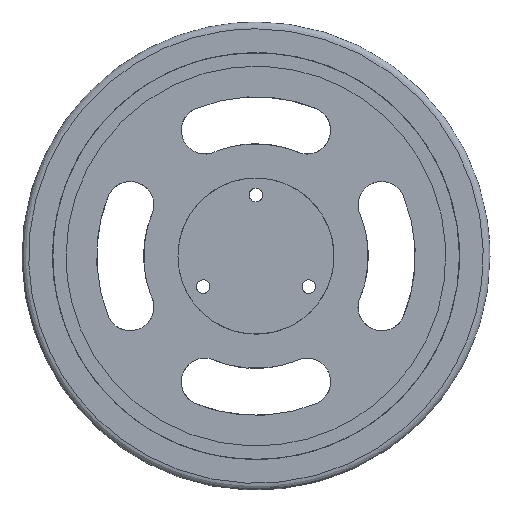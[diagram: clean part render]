
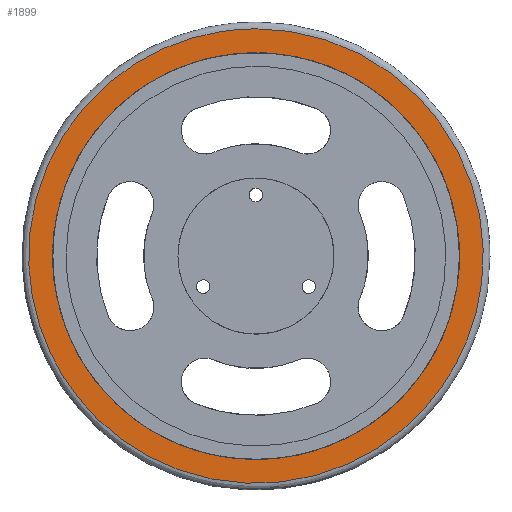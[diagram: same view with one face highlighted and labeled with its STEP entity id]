
A CAD part, left-side view. The second image highlights one B-rep face of the part: STEP entity #1899.
In plain terms, the highlighted free-form (B-spline) face has degree [1, 1] with [2, 2] control points.
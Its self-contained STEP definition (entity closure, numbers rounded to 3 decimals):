
#1863 = VERTEX_POINT('',#1864);
#1864 = CARTESIAN_POINT('',(-5.664,-33.983,
    0.));
#1869 = EDGE_CURVE('',#1863,#1863,#1870,.T.);
#1870 = ( BOUNDED_CURVE() B_SPLINE_CURVE(2,(#1871,#1872,#1873,#1874,
#1875,#1876,#1877),.UNSPECIFIED.,.T.,.F.) B_SPLINE_CURVE_WITH_KNOTS((3,2
    ,2,3),(4.712,6.807,8.901,10.996)
,.PIECEWISE_BEZIER_KNOTS.) CURVE() GEOMETRIC_REPRESENTATION_ITEM() 
RATIONAL_B_SPLINE_CURVE((1.,0.5,1.,0.5,1.,0.5,1.)) REPRESENTATION_ITEM(
  '') );
#1871 = CARTESIAN_POINT('',(-5.664,-33.983,
    0.));
#1872 = CARTESIAN_POINT('',(-5.664,-33.983,
    -58.86));
#1873 = CARTESIAN_POINT('',(-5.664,16.992,
    -29.43));
#1874 = CARTESIAN_POINT('',(-5.664,67.966,
    0.));
#1875 = CARTESIAN_POINT('',(-5.664,16.992,
    29.43));
#1876 = CARTESIAN_POINT('',(-5.664,-33.983,
    58.86));
#1877 = CARTESIAN_POINT('',(-5.664,-33.983,
    0.));
#1899 = ADVANCED_FACE('',(#1900,#1914),#1917,.T.);
#1900 = FACE_BOUND('',#1901,.T.);
#1901 = EDGE_LOOP('',(#1902));
#1902 = ORIENTED_EDGE('',*,*,#1903,.F.);
#1903 = EDGE_CURVE('',#1904,#1904,#1906,.T.);
#1904 = VERTEX_POINT('',#1905);
#1905 = CARTESIAN_POINT('',(-5.664,0.,
    37.948));
#1906 = ( BOUNDED_CURVE() B_SPLINE_CURVE(2,(#1907,#1908,#1909,#1910,
#1911,#1912,#1913),.UNSPECIFIED.,.T.,.F.) B_SPLINE_CURVE_WITH_KNOTS((3,2
    ,2,3),(3.142,5.236,7.33,9.425),
.PIECEWISE_BEZIER_KNOTS.) CURVE() GEOMETRIC_REPRESENTATION_ITEM() 
RATIONAL_B_SPLINE_CURVE((1.,0.5,1.,0.5,1.,0.5,1.)) REPRESENTATION_ITEM(
  '') );
#1907 = CARTESIAN_POINT('',(-5.664,0.,
    37.948));
#1908 = CARTESIAN_POINT('',(-5.664,-65.727,
    37.948));
#1909 = CARTESIAN_POINT('',(-5.664,-32.864,
    -18.974));
#1910 = CARTESIAN_POINT('',(-5.664,0.,
    -75.896));
#1911 = CARTESIAN_POINT('',(-5.664,32.864,
    -18.974));
#1912 = CARTESIAN_POINT('',(-5.664,65.727,
    37.948));
#1913 = CARTESIAN_POINT('',(-5.664,0.,
    37.948));
#1914 = FACE_BOUND('',#1915,.T.);
#1915 = EDGE_LOOP('',(#1916));
#1916 = ORIENTED_EDGE('',*,*,#1869,.T.);
#1917 = B_SPLINE_SURFACE_WITH_KNOTS('',1,1,(
    (#1918,#1919)
    ,(#1920,#1921
    )),.UNSPECIFIED.,.F.,.F.,.F.,(2,2),(2,2),(-33.5,
    33.5),(-67.,0.),.PIECEWISE_BEZIER_KNOTS.);
#1918 = CARTESIAN_POINT('',(-5.664,-37.948,
    -37.948));
#1919 = CARTESIAN_POINT('',(-5.664,37.948,
    -37.948));
#1920 = CARTESIAN_POINT('',(-5.664,-37.948,
    37.948));
#1921 = CARTESIAN_POINT('',(-5.664,37.948,
    37.948));
